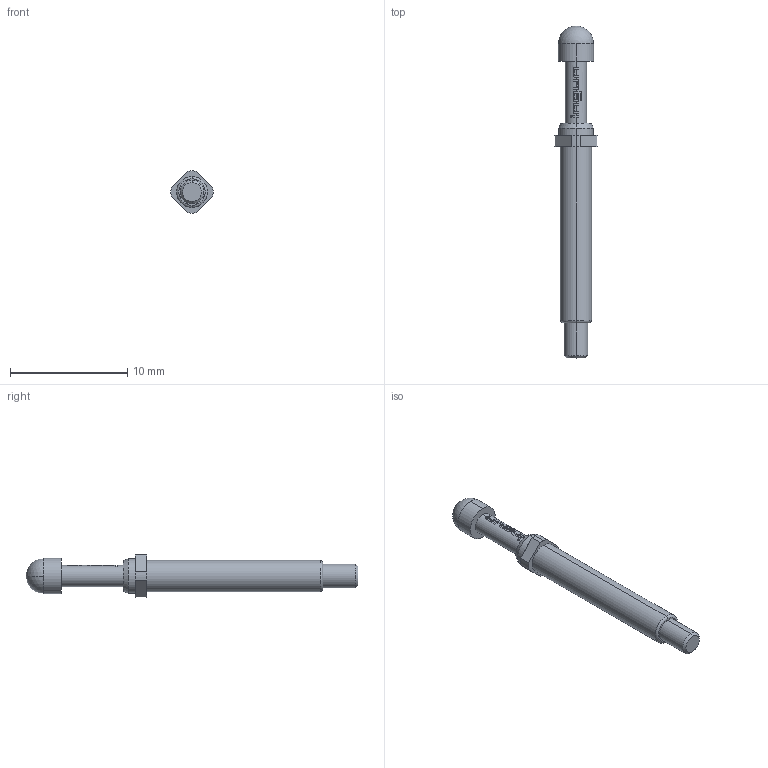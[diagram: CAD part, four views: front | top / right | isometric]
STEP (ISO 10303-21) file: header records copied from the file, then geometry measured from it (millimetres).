
FILE_DESCRIPTION (( 'STEP AP203' ), '1' );
FILE_NAME ('INGUN_GKS-113_305_300_R_xx02_MC.STEP', '2022-01-24T08:29:49', ( 'ochi' ), ( '' ), 'SwSTEP 2.0', 'SolidWorks 2018', '' );
FILE_SCHEMA (( 'CONFIG_CONTROL_DESIGN' ));
Length unit declared in the file: millimetre
Products named in the file (1): INGUN_GKS-113_305_300_R_xx02_MC
Bounding box: 3.59 x 28.3 x 3.6 mm (x, y, z)
Volume: 138.3 mm3; surface area: 238.4 mm2
Topology: 1 solids, 1 shells, 105 faces, 288 edges, 189 vertices
Faces by surface type: plane 50, cylinder 25, bspline 22, cone 4, sphere 2, torus 2
Entity records: 3699 total; most frequent: CARTESIAN_POINT 1101, ORIENTED_EDGE 572, DIRECTION 468, EDGE_CURVE 286, VERTEX_POINT 189, AXIS2_PLACEMENT_3D 184, EDGE_LOOP 111, FACE_OUTER_BOUND 105
